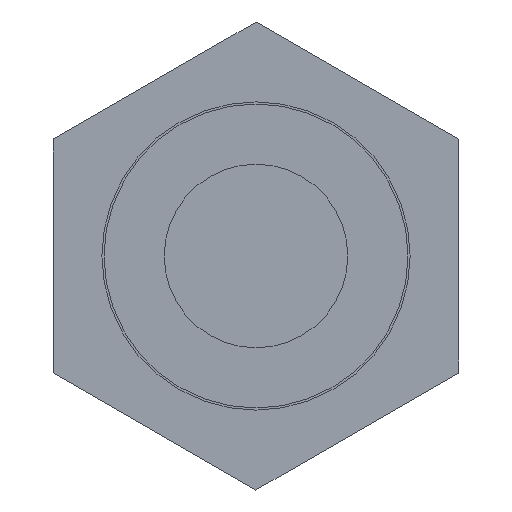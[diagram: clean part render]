
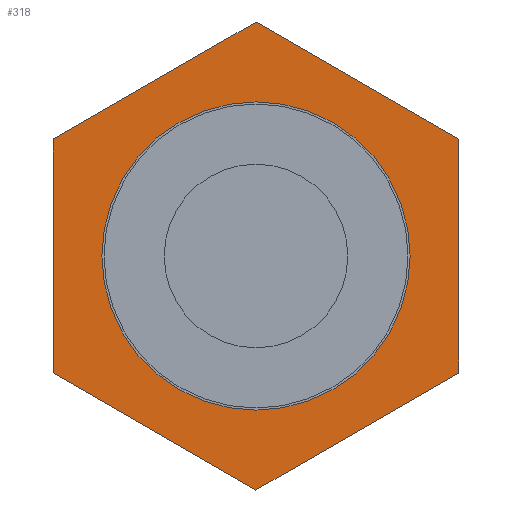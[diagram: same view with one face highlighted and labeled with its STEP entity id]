
A CAD part, front view. The second image highlights one B-rep face of the part: STEP entity #318.
In plain terms, the highlighted planar face has unit normal (0, -1, 0).
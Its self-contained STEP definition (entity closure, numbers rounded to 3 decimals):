
#18=LINE('',#603,#36);
#19=LINE('',#606,#37);
#20=LINE('',#608,#38);
#21=LINE('',#610,#39);
#22=LINE('',#612,#40);
#23=LINE('',#614,#41);
#36=VECTOR('',#518,1000.);
#37=VECTOR('',#519,1000.);
#38=VECTOR('',#520,1000.);
#39=VECTOR('',#521,1000.);
#40=VECTOR('',#522,1000.);
#41=VECTOR('',#523,1000.);
#96=ORIENTED_EDGE('',*,*,#151,.F.);
#97=ORIENTED_EDGE('',*,*,#152,.F.);
#98=ORIENTED_EDGE('',*,*,#153,.F.);
#99=ORIENTED_EDGE('',*,*,#154,.F.);
#100=ORIENTED_EDGE('',*,*,#155,.F.);
#101=ORIENTED_EDGE('',*,*,#156,.F.);
#102=ORIENTED_EDGE('',*,*,#157,.T.);
#151=EDGE_CURVE('',#184,#185,#18,.T.);
#152=EDGE_CURVE('',#186,#184,#19,.T.);
#153=EDGE_CURVE('',#187,#186,#20,.T.);
#154=EDGE_CURVE('',#188,#187,#21,.T.);
#155=EDGE_CURVE('',#189,#188,#22,.T.);
#156=EDGE_CURVE('',#185,#189,#23,.T.);
#157=EDGE_CURVE('',#190,#190,#211,.T.);
#184=VERTEX_POINT('',#604);
#185=VERTEX_POINT('',#605);
#186=VERTEX_POINT('',#607);
#187=VERTEX_POINT('',#609);
#188=VERTEX_POINT('',#611);
#189=VERTEX_POINT('',#613);
#190=VERTEX_POINT('',#616);
#211=CIRCLE('',#451,12.167);
#237=EDGE_LOOP('',(#96,#97,#98,#99,#100,#101));
#238=EDGE_LOOP('',(#102));
#275=FACE_BOUND('',#237,.T.);
#276=FACE_BOUND('',#238,.T.);
#297=PLANE('',#450);
#318=ADVANCED_FACE('',(#275,#276),#297,.F.);
#450=AXIS2_PLACEMENT_3D('',#602,#516,#517);
#451=AXIS2_PLACEMENT_3D('',#615,#524,#525);
#516=DIRECTION('',(0.,1.,0.));
#517=DIRECTION('',(0.,0.,1.));
#518=DIRECTION('',(0.5,0.,0.866));
#519=DIRECTION('',(-0.5,0.,0.866));
#520=DIRECTION('',(-1.,0.,0.));
#521=DIRECTION('',(-0.5,0.,-0.866));
#522=DIRECTION('',(0.5,0.,-0.866));
#523=DIRECTION('',(1.,0.,0.));
#524=DIRECTION('',(0.,1.,0.));
#525=DIRECTION('',(0.,0.,-1.));
#602=CARTESIAN_POINT('',(0.,3.,0.));
#603=CARTESIAN_POINT('',(-18.475,3.,0.));
#604=CARTESIAN_POINT('',(-18.475,3.,0.));
#605=CARTESIAN_POINT('',(-9.238,3.,16.));
#606=CARTESIAN_POINT('',(-9.238,3.,-16.));
#607=CARTESIAN_POINT('',(-9.238,3.,-16.));
#608=CARTESIAN_POINT('',(9.238,3.,-16.));
#609=CARTESIAN_POINT('',(9.238,3.,-16.));
#610=CARTESIAN_POINT('',(18.475,3.,0.));
#611=CARTESIAN_POINT('',(18.475,3.,0.));
#612=CARTESIAN_POINT('',(9.238,3.,16.));
#613=CARTESIAN_POINT('',(9.238,3.,16.));
#614=CARTESIAN_POINT('',(-9.238,3.,16.));
#615=CARTESIAN_POINT('',(0.,3.,0.));
#616=CARTESIAN_POINT('',(0.,3.,-12.167));
